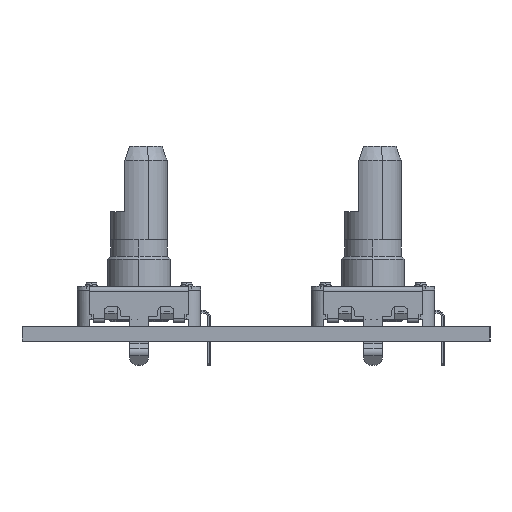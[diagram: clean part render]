
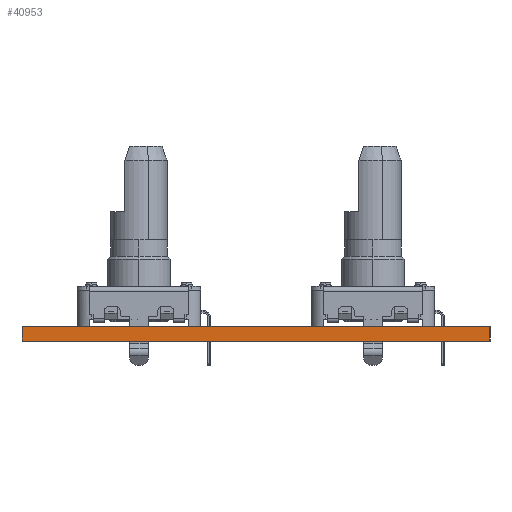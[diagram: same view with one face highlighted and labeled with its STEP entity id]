
A CAD part, left-side view. The second image highlights one B-rep face of the part: STEP entity #40953.
In plain terms, the highlighted planar face has unit normal (-1, 0, 0).
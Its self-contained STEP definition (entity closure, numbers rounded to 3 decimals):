
#34809 = PLANE('',#34810);
#34810 = AXIS2_PLACEMENT_3D('',#34811,#34812,#34813);
#34811 = CARTESIAN_POINT('',(-50.,25.5,0.));
#34812 = DIRECTION('',(0.,1.,0.));
#34813 = DIRECTION('',(1.,0.,0.));
#34837 = PLANE('',#34838);
#34838 = AXIS2_PLACEMENT_3D('',#34839,#34840,#34841);
#34839 = CARTESIAN_POINT('',(0.,0.5,1.6));
#34840 = DIRECTION('',(-0.,-0.,-1.));
#34841 = DIRECTION('',(-1.,0.,0.));
#34865 = PLANE('',#34866);
#34866 = AXIS2_PLACEMENT_3D('',#34867,#34868,#34869);
#34867 = CARTESIAN_POINT('',(50.,-24.5,0.));
#34868 = DIRECTION('',(0.,-1.,0.));
#34869 = DIRECTION('',(-1.,0.,0.));
#34891 = PLANE('',#34892);
#34892 = AXIS2_PLACEMENT_3D('',#34893,#34894,#34895);
#34893 = CARTESIAN_POINT('',(0.,0.5,0.));
#34894 = DIRECTION('',(-0.,-0.,-1.));
#34895 = DIRECTION('',(-1.,0.,0.));
#34906 = EDGE_CURVE('',#34907,#34909,#34911,.T.);
#34907 = VERTEX_POINT('',#34908);
#34908 = CARTESIAN_POINT('',(-50.,25.5,0.));
#34909 = VERTEX_POINT('',#34910);
#34910 = CARTESIAN_POINT('',(-50.,25.5,1.6));
#34911 = SURFACE_CURVE('',#34912,(#34916,#34923),.PCURVE_S1.);
#34912 = LINE('',#34913,#34914);
#34913 = CARTESIAN_POINT('',(-50.,25.5,0.));
#34914 = VECTOR('',#34915,1.);
#34915 = DIRECTION('',(0.,0.,1.));
#34916 = PCURVE('',#34809,#34917);
#34917 = DEFINITIONAL_REPRESENTATION('',(#34918),#34922);
#34918 = LINE('',#34919,#34920);
#34919 = CARTESIAN_POINT('',(0.,0.));
#34920 = VECTOR('',#34921,1.);
#34921 = DIRECTION('',(0.,-1.));
#34922 = ( GEOMETRIC_REPRESENTATION_CONTEXT(2) 
PARAMETRIC_REPRESENTATION_CONTEXT() REPRESENTATION_CONTEXT('2D SPACE',''
  ) );
#34923 = PCURVE('',#34924,#34929);
#34924 = PLANE('',#34925);
#34925 = AXIS2_PLACEMENT_3D('',#34926,#34927,#34928);
#34926 = CARTESIAN_POINT('',(-50.,-24.5,0.));
#34927 = DIRECTION('',(-1.,0.,0.));
#34928 = DIRECTION('',(0.,1.,0.));
#34929 = DEFINITIONAL_REPRESENTATION('',(#34930),#34934);
#34930 = LINE('',#34931,#34932);
#34931 = CARTESIAN_POINT('',(50.,0.));
#34932 = VECTOR('',#34933,1.);
#34933 = DIRECTION('',(0.,-1.));
#34934 = ( GEOMETRIC_REPRESENTATION_CONTEXT(2) 
PARAMETRIC_REPRESENTATION_CONTEXT() REPRESENTATION_CONTEXT('2D SPACE',''
  ) );
#34984 = VERTEX_POINT('',#34985);
#34985 = CARTESIAN_POINT('',(-50.,-24.5,1.6));
#35006 = EDGE_CURVE('',#35007,#34984,#35009,.T.);
#35007 = VERTEX_POINT('',#35008);
#35008 = CARTESIAN_POINT('',(-50.,-24.5,0.));
#35009 = SURFACE_CURVE('',#35010,(#35014,#35021),.PCURVE_S1.);
#35010 = LINE('',#35011,#35012);
#35011 = CARTESIAN_POINT('',(-50.,-24.5,0.));
#35012 = VECTOR('',#35013,1.);
#35013 = DIRECTION('',(0.,0.,1.));
#35014 = PCURVE('',#34865,#35015);
#35015 = DEFINITIONAL_REPRESENTATION('',(#35016),#35020);
#35016 = LINE('',#35017,#35018);
#35017 = CARTESIAN_POINT('',(100.,0.));
#35018 = VECTOR('',#35019,1.);
#35019 = DIRECTION('',(0.,-1.));
#35020 = ( GEOMETRIC_REPRESENTATION_CONTEXT(2) 
PARAMETRIC_REPRESENTATION_CONTEXT() REPRESENTATION_CONTEXT('2D SPACE',''
  ) );
#35021 = PCURVE('',#34924,#35022);
#35022 = DEFINITIONAL_REPRESENTATION('',(#35023),#35027);
#35023 = LINE('',#35024,#35025);
#35024 = CARTESIAN_POINT('',(0.,0.));
#35025 = VECTOR('',#35026,1.);
#35026 = DIRECTION('',(0.,-1.));
#35027 = ( GEOMETRIC_REPRESENTATION_CONTEXT(2) 
PARAMETRIC_REPRESENTATION_CONTEXT() REPRESENTATION_CONTEXT('2D SPACE',''
  ) );
#35055 = EDGE_CURVE('',#35007,#34907,#35056,.T.);
#35056 = SURFACE_CURVE('',#35057,(#35061,#35068),.PCURVE_S1.);
#35057 = LINE('',#35058,#35059);
#35058 = CARTESIAN_POINT('',(-50.,-24.5,0.));
#35059 = VECTOR('',#35060,1.);
#35060 = DIRECTION('',(0.,1.,0.));
#35061 = PCURVE('',#34891,#35062);
#35062 = DEFINITIONAL_REPRESENTATION('',(#35063),#35067);
#35063 = LINE('',#35064,#35065);
#35064 = CARTESIAN_POINT('',(50.,-25.));
#35065 = VECTOR('',#35066,1.);
#35066 = DIRECTION('',(0.,1.));
#35067 = ( GEOMETRIC_REPRESENTATION_CONTEXT(2) 
PARAMETRIC_REPRESENTATION_CONTEXT() REPRESENTATION_CONTEXT('2D SPACE',''
  ) );
#35068 = PCURVE('',#34924,#35069);
#35069 = DEFINITIONAL_REPRESENTATION('',(#35070),#35074);
#35070 = LINE('',#35071,#35072);
#35071 = CARTESIAN_POINT('',(0.,0.));
#35072 = VECTOR('',#35073,1.);
#35073 = DIRECTION('',(1.,0.));
#35074 = ( GEOMETRIC_REPRESENTATION_CONTEXT(2) 
PARAMETRIC_REPRESENTATION_CONTEXT() REPRESENTATION_CONTEXT('2D SPACE',''
  ) );
#38232 = EDGE_CURVE('',#34984,#34909,#38233,.T.);
#38233 = SURFACE_CURVE('',#38234,(#38238,#38245),.PCURVE_S1.);
#38234 = LINE('',#38235,#38236);
#38235 = CARTESIAN_POINT('',(-50.,-24.5,1.6));
#38236 = VECTOR('',#38237,1.);
#38237 = DIRECTION('',(0.,1.,0.));
#38238 = PCURVE('',#34837,#38239);
#38239 = DEFINITIONAL_REPRESENTATION('',(#38240),#38244);
#38240 = LINE('',#38241,#38242);
#38241 = CARTESIAN_POINT('',(50.,-25.));
#38242 = VECTOR('',#38243,1.);
#38243 = DIRECTION('',(0.,1.));
#38244 = ( GEOMETRIC_REPRESENTATION_CONTEXT(2) 
PARAMETRIC_REPRESENTATION_CONTEXT() REPRESENTATION_CONTEXT('2D SPACE',''
  ) );
#38245 = PCURVE('',#34924,#38246);
#38246 = DEFINITIONAL_REPRESENTATION('',(#38247),#38251);
#38247 = LINE('',#38248,#38249);
#38248 = CARTESIAN_POINT('',(0.,-1.6));
#38249 = VECTOR('',#38250,1.);
#38250 = DIRECTION('',(1.,0.));
#38251 = ( GEOMETRIC_REPRESENTATION_CONTEXT(2) 
PARAMETRIC_REPRESENTATION_CONTEXT() REPRESENTATION_CONTEXT('2D SPACE',''
  ) );
#40953 = ADVANCED_FACE('',(#40954),#34924,.T.);
#40954 = FACE_BOUND('',#40955,.T.);
#40955 = EDGE_LOOP('',(#40956,#40957,#40958,#40959));
#40956 = ORIENTED_EDGE('',*,*,#35006,.T.);
#40957 = ORIENTED_EDGE('',*,*,#38232,.T.);
#40958 = ORIENTED_EDGE('',*,*,#34906,.F.);
#40959 = ORIENTED_EDGE('',*,*,#35055,.F.);
